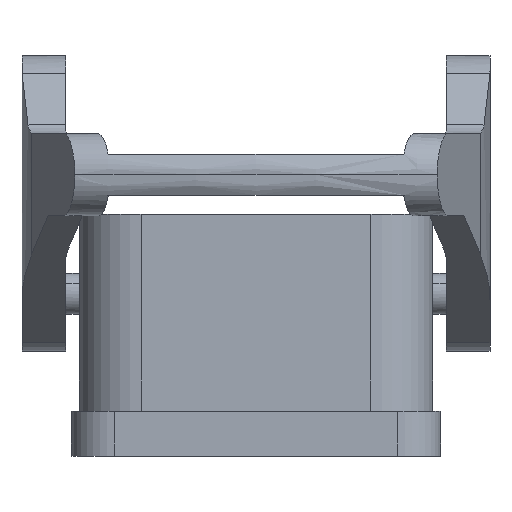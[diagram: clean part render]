
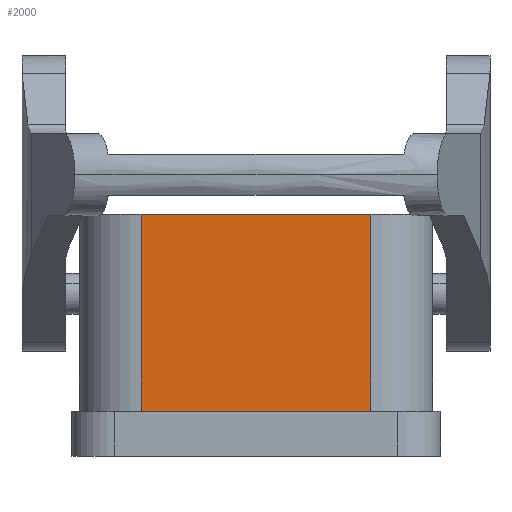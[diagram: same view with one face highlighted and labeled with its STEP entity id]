
A CAD part, front view. The second image highlights one B-rep face of the part: STEP entity #2000.
In plain terms, the highlighted planar face has unit normal (0, -1, 0).
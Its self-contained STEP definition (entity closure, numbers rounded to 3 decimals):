
#1964=AXIS2_PLACEMENT_3D('Plane Axis2P3D',#1961,#1962,#1963) ;
#1926=CARTESIAN_POINT('Line Origine',(14.5,18.5,13.)) ;
#1930=CARTESIAN_POINT('Vertex',(14.5,18.5,24.)) ;
#1932=CARTESIAN_POINT('Vertex',(14.5,18.5,5.5)) ;
#1935=CARTESIAN_POINT('Line Origine',(14.5,18.5,13.)) ;
#1939=CARTESIAN_POINT('Vertex',(14.5,18.5,29.5)) ;
#1961=CARTESIAN_POINT('Axis2P3D Location',(7.,18.5,24.)) ;
#1966=CARTESIAN_POINT('Line Origine',(28.5,18.5,5.5)) ;
#1970=CARTESIAN_POINT('Vertex',(42.5,18.5,5.5)) ;
#1973=CARTESIAN_POINT('Line Origine',(42.5,18.5,14.75)) ;
#1977=CARTESIAN_POINT('Vertex',(42.5,18.5,24.)) ;
#1980=CARTESIAN_POINT('Line Origine',(42.5,18.5,26.75)) ;
#1984=CARTESIAN_POINT('Vertex',(42.5,18.5,29.5)) ;
#1987=CARTESIAN_POINT('Line Origine',(28.5,18.5,29.5)) ;
#1927=DIRECTION('Vector Direction',(0.,0.,-1.)) ;
#1936=DIRECTION('Vector Direction',(0.,0.,-1.)) ;
#1962=DIRECTION('Axis2P3D Direction',(0.,1.,0.)) ;
#1963=DIRECTION('Axis2P3D XDirection',(1.,0.,0.)) ;
#1967=DIRECTION('Vector Direction',(1.,0.,0.)) ;
#1974=DIRECTION('Vector Direction',(0.,0.,-1.)) ;
#1981=DIRECTION('Vector Direction',(0.,0.,1.)) ;
#1988=DIRECTION('Vector Direction',(1.,0.,0.)) ;
#1928=VECTOR('Line Direction',#1927,1.) ;
#1937=VECTOR('Line Direction',#1936,1.) ;
#1968=VECTOR('Line Direction',#1967,1.) ;
#1975=VECTOR('Line Direction',#1974,1.) ;
#1982=VECTOR('Line Direction',#1981,1.) ;
#1989=VECTOR('Line Direction',#1988,1.) ;
#1993=ORIENTED_EDGE('',*,*,#1972,.T.) ;
#1994=ORIENTED_EDGE('',*,*,#1979,.F.) ;
#1995=ORIENTED_EDGE('',*,*,#1986,.T.) ;
#1996=ORIENTED_EDGE('',*,*,#1991,.F.) ;
#1997=ORIENTED_EDGE('',*,*,#1941,.F.) ;
#1998=ORIENTED_EDGE('',*,*,#1934,.T.) ;
#2000=ADVANCED_FACE('Housing',(#1999),#1965,.F.) ;
#1934=EDGE_CURVE('',#1931,#1933,#1929,.T.) ;
#1941=EDGE_CURVE('',#1931,#1940,#1938,.F.) ;
#1972=EDGE_CURVE('',#1933,#1971,#1969,.T.) ;
#1979=EDGE_CURVE('',#1978,#1971,#1976,.T.) ;
#1986=EDGE_CURVE('',#1978,#1985,#1983,.T.) ;
#1991=EDGE_CURVE('',#1940,#1985,#1990,.T.) ;
#1992=EDGE_LOOP('',(#1993,#1994,#1995,#1996,#1997,#1998)) ;
#1999=FACE_OUTER_BOUND('',#1992,.T.) ;
#1929=LINE('Line',#1926,#1928) ;
#1938=LINE('Line',#1935,#1937) ;
#1969=LINE('Line',#1966,#1968) ;
#1976=LINE('Line',#1973,#1975) ;
#1983=LINE('Line',#1980,#1982) ;
#1990=LINE('Line',#1987,#1989) ;
#1965=PLANE('',#1964) ;
#1931=VERTEX_POINT('',#1930) ;
#1933=VERTEX_POINT('',#1932) ;
#1940=VERTEX_POINT('',#1939) ;
#1971=VERTEX_POINT('',#1970) ;
#1978=VERTEX_POINT('',#1977) ;
#1985=VERTEX_POINT('',#1984) ;
